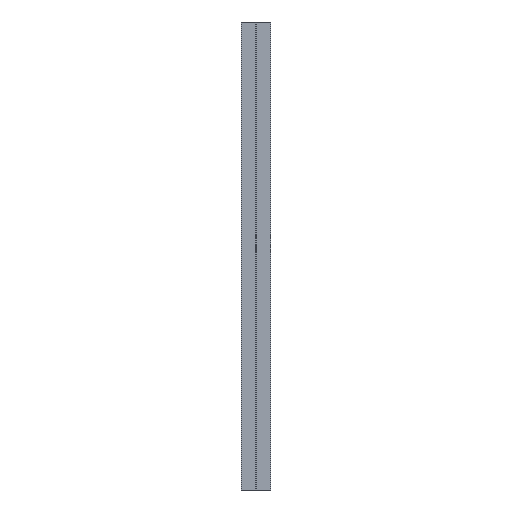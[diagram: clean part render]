
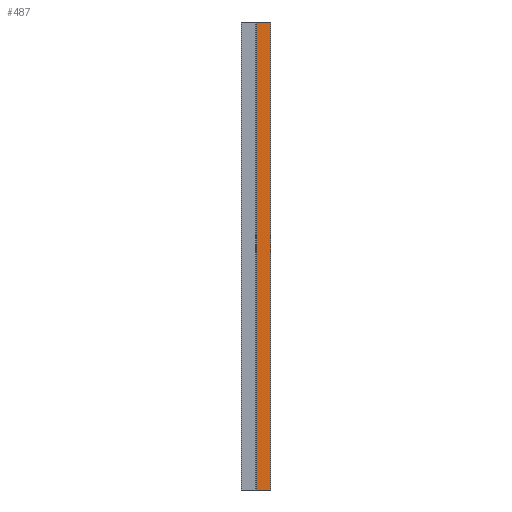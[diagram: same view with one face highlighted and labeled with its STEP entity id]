
A CAD part, front view. The second image highlights one B-rep face of the part: STEP entity #487.
In plain terms, the highlighted planar face has unit normal (0, -1, 0).
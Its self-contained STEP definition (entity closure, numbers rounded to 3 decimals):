
#69=FACE_OUTER_BOUND('',#95,.T.);
#95=EDGE_LOOP('',(#395,#396,#397,#398));
#110=LINE('',#736,#159);
#135=LINE('',#811,#184);
#141=LINE('',#831,#190);
#142=LINE('',#832,#191);
#159=VECTOR('',#588,10.);
#184=VECTOR('',#663,10.);
#190=VECTOR('',#679,10.);
#191=VECTOR('',#680,10.);
#206=VERTEX_POINT('',#730);
#208=VERTEX_POINT('',#734);
#233=VERTEX_POINT('',#810);
#242=VERTEX_POINT('',#830);
#254=EDGE_CURVE('',#206,#208,#110,.T.);
#291=EDGE_CURVE('',#206,#233,#135,.T.);
#301=EDGE_CURVE('',#242,#208,#141,.T.);
#302=EDGE_CURVE('',#242,#233,#142,.T.);
#395=ORIENTED_EDGE('',*,*,#254,.T.);
#396=ORIENTED_EDGE('',*,*,#301,.F.);
#397=ORIENTED_EDGE('',*,*,#302,.T.);
#398=ORIENTED_EDGE('',*,*,#291,.F.);
#466=PLANE('',#562);
#487=ADVANCED_FACE('',(#69),#466,.T.);
#562=AXIS2_PLACEMENT_3D('',#829,#677,#678);
#588=DIRECTION('',(0.,0.,1.));
#663=DIRECTION('',(-1.,0.,0.));
#677=DIRECTION('center_axis',(0.,-1.,0.));
#678=DIRECTION('ref_axis',(1.,0.,0.));
#679=DIRECTION('',(1.,0.,0.));
#680=DIRECTION('',(0.,0.,-1.));
#730=CARTESIAN_POINT('',(75.08,0.,-1200.));
#734=CARTESIAN_POINT('',(75.08,0.,1200.));
#736=CARTESIAN_POINT('',(75.08,0.,600.));
#810=CARTESIAN_POINT('',(1.,0.,-1200.));
#811=CARTESIAN_POINT('',(77.,0.,-1200.));
#829=CARTESIAN_POINT('Origin',(1.,0.,
0.));
#830=CARTESIAN_POINT('',(1.,0.,1200.));
#831=CARTESIAN_POINT('',(77.,0.,1200.));
#832=CARTESIAN_POINT('',(1.,0.,0.));
